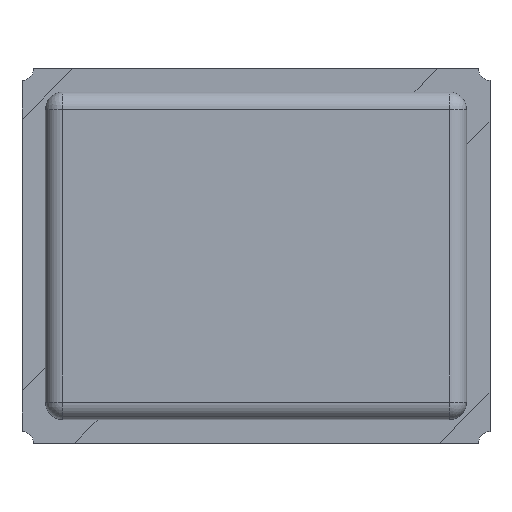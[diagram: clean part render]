
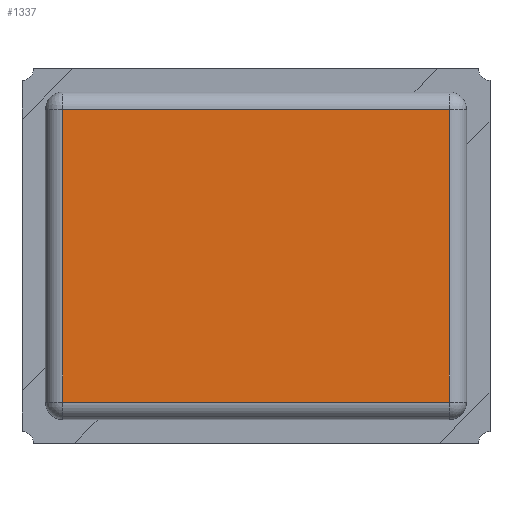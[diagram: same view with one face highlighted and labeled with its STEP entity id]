
A CAD part, top view. The second image highlights one B-rep face of the part: STEP entity #1337.
In plain terms, the highlighted planar face has unit normal (0, 0, 1).
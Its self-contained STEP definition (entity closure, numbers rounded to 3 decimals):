
#147=FACE_OUTER_BOUND('',#215,.T.);
#215=EDGE_LOOP('',(#1185,#1186,#1187,#1188));
#369=LINE('',#2133,#531);
#375=LINE('',#2156,#537);
#377=LINE('',#2159,#539);
#379=LINE('',#2162,#541);
#531=VECTOR('',#1745,10.);
#537=VECTOR('',#1773,10.);
#539=VECTOR('',#1777,10.);
#541=VECTOR('',#1781,10.);
#652=VERTEX_POINT('',#2114);
#655=VERTEX_POINT('',#2124);
#658=VERTEX_POINT('',#2137);
#661=VERTEX_POINT('',#2147);
#831=EDGE_CURVE('',#652,#655,#369,.T.);
#843=EDGE_CURVE('',#655,#661,#375,.T.);
#845=EDGE_CURVE('',#661,#658,#377,.T.);
#847=EDGE_CURVE('',#658,#652,#379,.T.);
#1185=ORIENTED_EDGE('',*,*,#831,.F.);
#1186=ORIENTED_EDGE('',*,*,#847,.F.);
#1187=ORIENTED_EDGE('',*,*,#845,.F.);
#1188=ORIENTED_EDGE('',*,*,#843,.F.);
#1269=PLANE('',#1443);
#1337=ADVANCED_FACE('',(#147),#1269,.T.);
#1443=AXIS2_PLACEMENT_3D('',#2166,#1787,#1788);
#1745=DIRECTION('',(1.,0.,0.));
#1773=DIRECTION('',(0.,-1.,0.));
#1777=DIRECTION('',(-1.,0.,0.));
#1781=DIRECTION('',(0.,1.,0.));
#1787=DIRECTION('center_axis',(0.,0.,1.));
#1788=DIRECTION('ref_axis',(1.,0.,0.));
#2114=CARTESIAN_POINT('',(-0.825,0.625,0.65));
#2124=CARTESIAN_POINT('',(0.825,0.625,0.65));
#2133=CARTESIAN_POINT('',(0.45,0.625,0.65));
#2137=CARTESIAN_POINT('',(-0.825,-0.625,0.65));
#2147=CARTESIAN_POINT('',(0.825,-0.625,0.65));
#2156=CARTESIAN_POINT('',(0.825,-0.35,0.65));
#2159=CARTESIAN_POINT('',(-0.45,-0.625,0.65));
#2162=CARTESIAN_POINT('',(-0.825,0.35,0.65));
#2166=CARTESIAN_POINT('Origin',(0.,0.,0.65));
